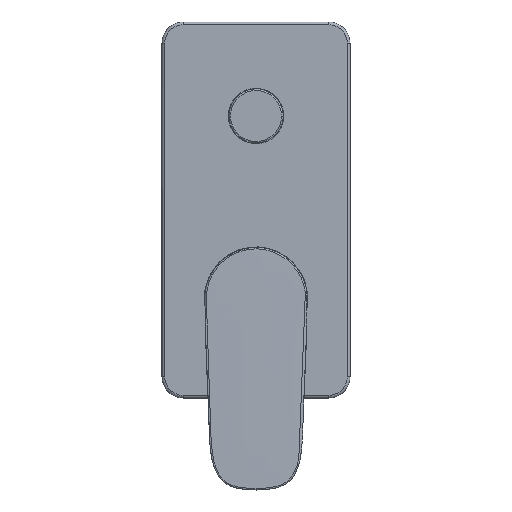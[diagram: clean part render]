
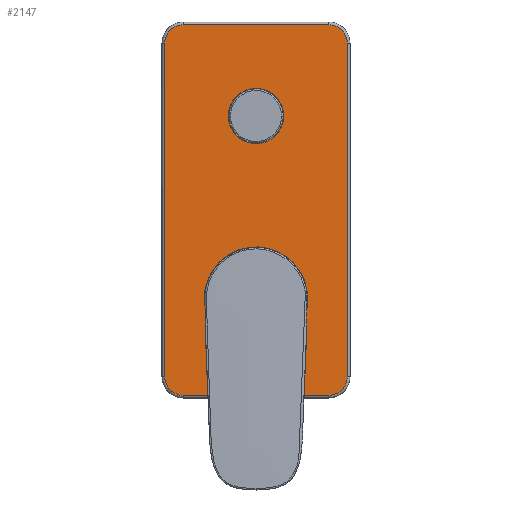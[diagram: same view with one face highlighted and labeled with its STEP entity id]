
A CAD part, front view. The second image highlights one B-rep face of the part: STEP entity #2147.
In plain terms, the highlighted face is planar.
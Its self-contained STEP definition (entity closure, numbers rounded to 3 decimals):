
#69=FACE_BOUND('',#3342,.T.);
#70=FACE_BOUND('',#3343,.T.);
#1110=B_SPLINE_CURVE_WITH_KNOTS('',1,(#37778,#37779),.UNSPECIFIED.,.F.,
 .F.,(2,2),(-54.,0.),.UNSPECIFIED.);
#1111=B_SPLINE_CURVE_WITH_KNOTS('',1,(#37780,#37781),.UNSPECIFIED.,.F.,
 .F.,(2,2),(-124.,0.),.UNSPECIFIED.);
#1112=B_SPLINE_CURVE_WITH_KNOTS('',1,(#37782,#37783),.UNSPECIFIED.,.F.,
 .F.,(2,2),(-54.,0.),.UNSPECIFIED.);
#1113=B_SPLINE_CURVE_WITH_KNOTS('',1,(#37784,#37785),.UNSPECIFIED.,.F.,
 .F.,(2,2),(-124.,0.),.UNSPECIFIED.);
#1419=PLANE('',#9761);
#2147=ADVANCED_FACE('',(#2729,#69,#70),#1419,.T.);
#2729=FACE_OUTER_BOUND('',#3341,.T.);
#3341=EDGE_LOOP('',(#6025,#6026,#6027,#6028,#6029,#6030,#6031,#6032));
#3342=EDGE_LOOP('',(#6033,#6034));
#3343=EDGE_LOOP('',(#6035,#6036));
#6025=ORIENTED_EDGE('',*,*,#7702,.T.);
#6026=ORIENTED_EDGE('',*,*,#7601,.T.);
#6027=ORIENTED_EDGE('',*,*,#7708,.T.);
#6028=ORIENTED_EDGE('',*,*,#7600,.T.);
#6029=ORIENTED_EDGE('',*,*,#7595,.F.);
#6030=ORIENTED_EDGE('',*,*,#7599,.T.);
#6031=ORIENTED_EDGE('',*,*,#7721,.T.);
#6032=ORIENTED_EDGE('',*,*,#7598,.T.);
#6033=ORIENTED_EDGE('',*,*,#7617,.T.);
#6034=ORIENTED_EDGE('',*,*,#7614,.T.);
#6035=ORIENTED_EDGE('',*,*,#7611,.T.);
#6036=ORIENTED_EDGE('',*,*,#7604,.T.);
#7595=EDGE_CURVE('',#8916,#8917,#8002,.T.);
#7598=EDGE_CURVE('',#8920,#8918,#1110,.T.);
#7599=EDGE_CURVE('',#8916,#8921,#1111,.T.);
#7600=EDGE_CURVE('',#8922,#8917,#1112,.T.);
#7601=EDGE_CURVE('',#8919,#8923,#1113,.T.);
#7604=EDGE_CURVE('',#8926,#8927,#8006,.T.);
#7611=EDGE_CURVE('',#8927,#8926,#8008,.T.);
#7614=EDGE_CURVE('',#8924,#8925,#8010,.T.);
#7617=EDGE_CURVE('',#8925,#8924,#8012,.T.);
#7702=EDGE_CURVE('',#8918,#8919,#8073,.T.);
#7708=EDGE_CURVE('',#8923,#8922,#8078,.T.);
#7721=EDGE_CURVE('',#8921,#8920,#8084,.T.);
#8002=(
BOUNDED_CURVE()
B_SPLINE_CURVE(2,(#37769,#37770,#37771),.UNSPECIFIED.,.F.,.F.)
B_SPLINE_CURVE_WITH_KNOTS((3,3),(-10.996,0.),.UNSPECIFIED.)
CURVE()
GEOMETRIC_REPRESENTATION_ITEM()
RATIONAL_B_SPLINE_CURVE((1.,0.707,1.))
REPRESENTATION_ITEM('')
);
#8006=(
BOUNDED_CURVE()
B_SPLINE_CURVE(2,(#37793,#37794,#37795,#37796,#37797),.UNSPECIFIED.,.F.,
 .F.)
B_SPLINE_CURVE_WITH_KNOTS((3,2,3),(0.,16.179,32.358),
 .UNSPECIFIED.)
CURVE()
GEOMETRIC_REPRESENTATION_ITEM()
RATIONAL_B_SPLINE_CURVE((1.,0.707,1.,0.707,1.))
REPRESENTATION_ITEM('')
);
#8008=(
BOUNDED_CURVE()
B_SPLINE_CURVE(2,(#37813,#37814,#37815,#37816,#37817),.UNSPECIFIED.,.F.,
 .F.)
B_SPLINE_CURVE_WITH_KNOTS((3,2,3),(0.,16.179,32.358),
 .UNSPECIFIED.)
CURVE()
GEOMETRIC_REPRESENTATION_ITEM()
RATIONAL_B_SPLINE_CURVE((1.,0.707,1.,0.707,1.))
REPRESENTATION_ITEM('')
);
#8010=(
BOUNDED_CURVE()
B_SPLINE_CURVE(2,(#37825,#37826,#37827,#37828,#37829),.UNSPECIFIED.,.F.,
 .F.)
B_SPLINE_CURVE_WITH_KNOTS((3,2,3),(0.,30.238,60.476),
 .UNSPECIFIED.)
CURVE()
GEOMETRIC_REPRESENTATION_ITEM()
RATIONAL_B_SPLINE_CURVE((1.,0.707,1.,0.707,1.))
REPRESENTATION_ITEM('')
);
#8012=(
BOUNDED_CURVE()
B_SPLINE_CURVE(2,(#37837,#37838,#37839,#37840,#37841),.UNSPECIFIED.,.F.,
 .F.)
B_SPLINE_CURVE_WITH_KNOTS((3,2,3),(0.,30.238,60.476),
 .UNSPECIFIED.)
CURVE()
GEOMETRIC_REPRESENTATION_ITEM()
RATIONAL_B_SPLINE_CURVE((1.,0.707,1.,0.707,1.))
REPRESENTATION_ITEM('')
);
#8073=(
BOUNDED_CURVE()
B_SPLINE_CURVE(2,(#38134,#38135,#38136),.UNSPECIFIED.,.F.,.F.)
B_SPLINE_CURVE_WITH_KNOTS((3,3),(0.,10.996),.UNSPECIFIED.)
CURVE()
GEOMETRIC_REPRESENTATION_ITEM()
RATIONAL_B_SPLINE_CURVE((1.,0.707,1.))
REPRESENTATION_ITEM('')
);
#8078=(
BOUNDED_CURVE()
B_SPLINE_CURVE(2,(#38151,#38152,#38153),.UNSPECIFIED.,.F.,.F.)
B_SPLINE_CURVE_WITH_KNOTS((3,3),(0.,10.996),.UNSPECIFIED.)
CURVE()
GEOMETRIC_REPRESENTATION_ITEM()
RATIONAL_B_SPLINE_CURVE((1.,0.707,1.))
REPRESENTATION_ITEM('')
);
#8084=(
BOUNDED_CURVE()
B_SPLINE_CURVE(2,(#38183,#38184,#38185),.UNSPECIFIED.,.F.,.F.)
B_SPLINE_CURVE_WITH_KNOTS((3,3),(0.,10.996),.UNSPECIFIED.)
CURVE()
GEOMETRIC_REPRESENTATION_ITEM()
RATIONAL_B_SPLINE_CURVE((1.,0.707,1.))
REPRESENTATION_ITEM('')
);
#8916=VERTEX_POINT('',#37673);
#8917=VERTEX_POINT('',#37674);
#8918=VERTEX_POINT('',#37675);
#8919=VERTEX_POINT('',#37676);
#8920=VERTEX_POINT('',#37677);
#8921=VERTEX_POINT('',#37678);
#8922=VERTEX_POINT('',#37679);
#8923=VERTEX_POINT('',#37680);
#8924=VERTEX_POINT('',#37681);
#8925=VERTEX_POINT('',#37682);
#8926=VERTEX_POINT('',#37683);
#8927=VERTEX_POINT('',#37684);
#9761=AXIS2_PLACEMENT_3D('',#36393,#10201,$);
#10201=DIRECTION('',(0.,1.,0.));
#36393=CARTESIAN_POINT('',(-40.92,6.5,82.92));
#37673=CARTESIAN_POINT('',(-34.,6.5,-62.));
#37674=CARTESIAN_POINT('',(-27.,6.5,-69.));
#37675=CARTESIAN_POINT('',(27.,6.5,69.));
#37676=CARTESIAN_POINT('',(34.,6.5,62.));
#37677=CARTESIAN_POINT('',(-27.,6.5,69.));
#37678=CARTESIAN_POINT('',(-34.,6.5,62.));
#37679=CARTESIAN_POINT('',(27.,6.5,-69.));
#37680=CARTESIAN_POINT('',(34.,6.5,-62.));
#37681=CARTESIAN_POINT('',(19.25,6.5,33.));
#37682=CARTESIAN_POINT('',(-19.25,6.5,33.));
#37683=CARTESIAN_POINT('',(10.3,6.5,-35.));
#37684=CARTESIAN_POINT('',(-10.3,6.5,-35.));
#37769=CARTESIAN_POINT('',(-34.,6.5,-62.));
#37770=CARTESIAN_POINT('',(-34.,6.5,-69.));
#37771=CARTESIAN_POINT('',(-27.,6.5,-69.));
#37778=CARTESIAN_POINT('',(-27.,6.5,69.));
#37779=CARTESIAN_POINT('',(27.,6.5,69.));
#37780=CARTESIAN_POINT('',(-34.,6.5,-62.));
#37781=CARTESIAN_POINT('',(-34.,6.5,62.));
#37782=CARTESIAN_POINT('',(27.,6.5,-69.));
#37783=CARTESIAN_POINT('',(-27.,6.5,-69.));
#37784=CARTESIAN_POINT('',(34.,6.5,62.));
#37785=CARTESIAN_POINT('',(34.,6.5,-62.));
#37793=CARTESIAN_POINT('',(10.3,6.5,-35.));
#37794=CARTESIAN_POINT('',(10.3,6.5,-24.7));
#37795=CARTESIAN_POINT('',(0.,6.5,-24.7));
#37796=CARTESIAN_POINT('',(-10.3,6.5,-24.7));
#37797=CARTESIAN_POINT('',(-10.3,6.5,-35.));
#37813=CARTESIAN_POINT('',(-10.3,6.5,-35.));
#37814=CARTESIAN_POINT('',(-10.3,6.5,-45.3));
#37815=CARTESIAN_POINT('',(0.,6.5,-45.3));
#37816=CARTESIAN_POINT('',(10.3,6.5,-45.3));
#37817=CARTESIAN_POINT('',(10.3,6.5,-35.));
#37825=CARTESIAN_POINT('',(19.25,6.5,33.));
#37826=CARTESIAN_POINT('',(19.25,6.5,52.25));
#37827=CARTESIAN_POINT('',(0.,6.5,52.25));
#37828=CARTESIAN_POINT('',(-19.25,6.5,52.25));
#37829=CARTESIAN_POINT('',(-19.25,6.5,33.));
#37837=CARTESIAN_POINT('',(-19.25,6.5,33.));
#37838=CARTESIAN_POINT('',(-19.25,6.5,13.75));
#37839=CARTESIAN_POINT('',(0.,6.5,13.75));
#37840=CARTESIAN_POINT('',(19.25,6.5,13.75));
#37841=CARTESIAN_POINT('',(19.25,6.5,33.));
#38134=CARTESIAN_POINT('',(27.,6.5,69.));
#38135=CARTESIAN_POINT('',(34.,6.5,69.));
#38136=CARTESIAN_POINT('',(34.,6.5,62.));
#38151=CARTESIAN_POINT('',(34.,6.5,-62.));
#38152=CARTESIAN_POINT('',(34.,6.5,-69.));
#38153=CARTESIAN_POINT('',(27.,6.5,-69.));
#38183=CARTESIAN_POINT('',(-34.,6.5,62.));
#38184=CARTESIAN_POINT('',(-34.,6.5,69.));
#38185=CARTESIAN_POINT('',(-27.,6.5,69.));
